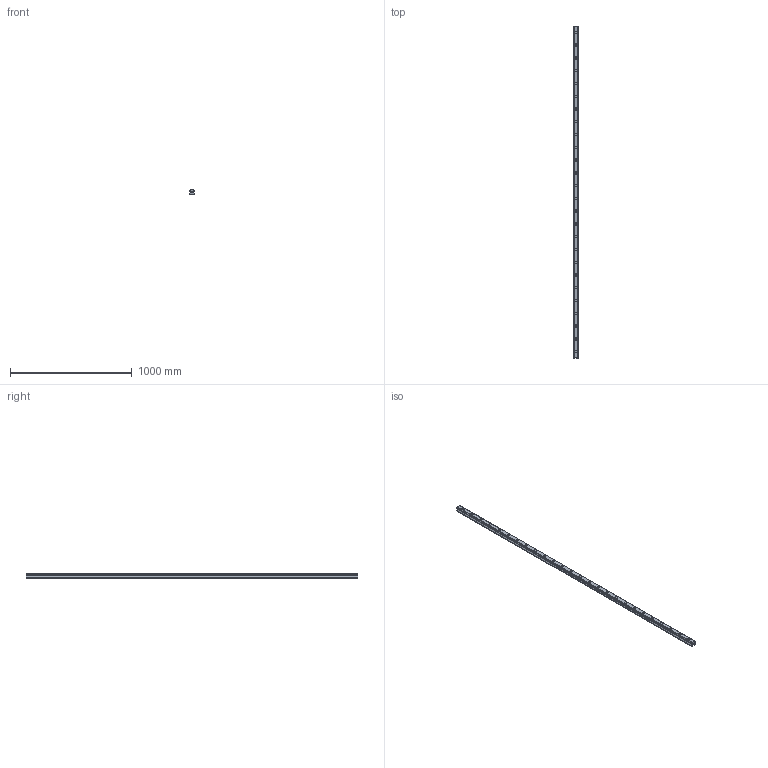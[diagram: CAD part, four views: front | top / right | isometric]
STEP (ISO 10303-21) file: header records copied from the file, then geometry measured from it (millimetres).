
FILE_DESCRIPTION(('STEP AP214'),'1');
FILE_NAME('cctmp_7677C543-2FA0-4893-B399-67EBA5570A29_2020_10_29_11_13_56_418..stp','2020-10-29T10:13:56',('HIWIN GmbH'),('CADClick - www.CADClick.com'),'Spatial InterOp 3D',' ','unknown authorization');
FILE_SCHEMA(('AUTOMOTIVE_DESIGN'));
Length unit declared in the file: millimetre
Products named in the file (1): HGR45R2730H_FILE
Bounding box: 45 x 2730 x 38 mm (x, y, z)
Volume: 3672378.8 mm3; surface area: 529703.6 mm2
Topology: 1 solids, 1 shells, 331 faces, 741 edges, 494 vertices
Faces by surface type: plane 171, cylinder 160
Entity records: 11987 total; most frequent: DIRECTION 1725, CARTESIAN_POINT 1567, ORIENTED_EDGE 1482, EDGE_CURVE 741, AXIS2_PLACEMENT_3D 652, VERTEX_POINT 494, LINE 421, VECTOR 421
